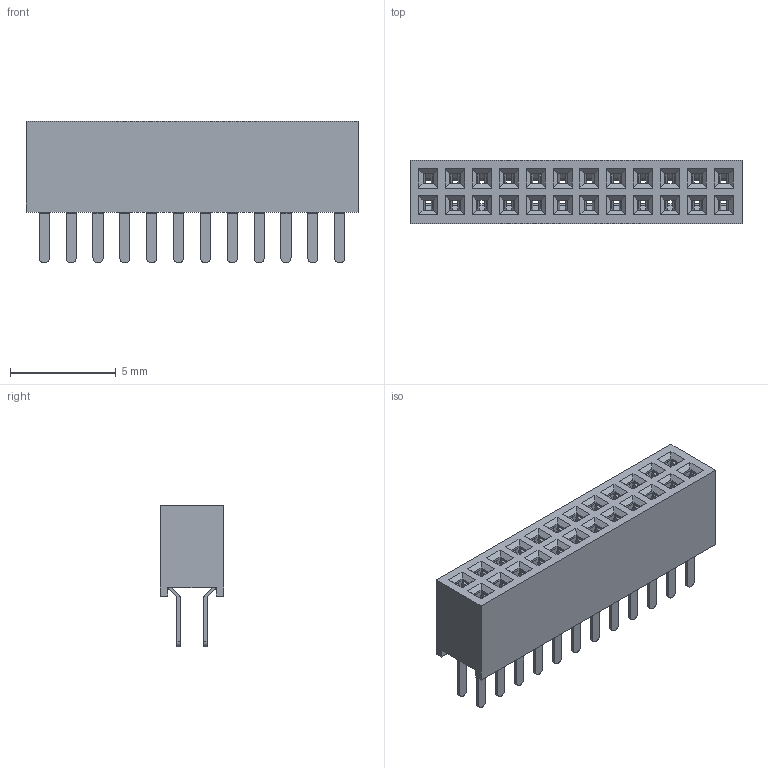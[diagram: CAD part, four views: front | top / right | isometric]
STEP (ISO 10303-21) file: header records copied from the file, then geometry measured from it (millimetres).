
FILE_DESCRIPTION(/* description */ (''),/* implementation_level */ '2;1');
FILE_NAME(/* name */ '605-024-2-1-2-xx.stp',/* time_stamp */ '2026-03-20T06:21:46+01:00',/* author */ ('Andreas.Larin'),/* organization */ (''),/* preprocessor_version */ 'ST-DEVELOPER v20',/* originating_system */ 'Autodesk Inventor 2025',/* authorisation */ '');
FILE_SCHEMA (('AUTOMOTIVE_DESIGN { 1 0 10303 214 3 1 1 }'));
Products named in the file (1): 605-024-2-1-2-xx
Bounding box: 15.7 x 3 x 6.7 mm (x, y, z)
Volume: 133.6 mm3; surface area: 951.7 mm2
Topology: 1 solids, 1 shells, 1978 faces, 5952 edges, 3904 vertices
Faces by surface type: plane 1162, cylinder 816
Entity records: 69503 total; most frequent: CARTESIAN_POINT 12075, ORIENTED_EDGE 11904, DIRECTION 11542, EDGE_CURVE 5952, LINE 4224, VECTOR 4224, VERTEX_POINT 3904, AXIS2_PLACEMENT_3D 3659
